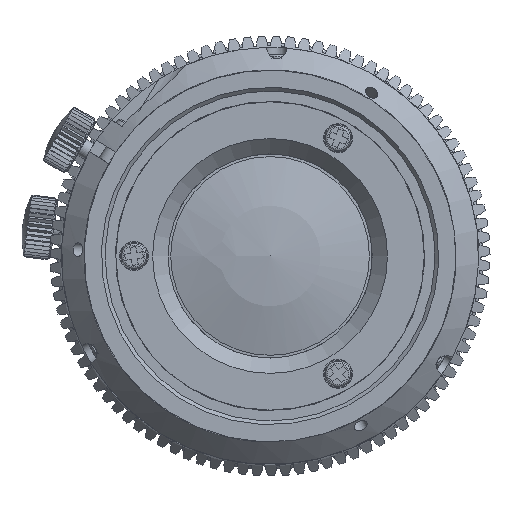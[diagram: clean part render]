
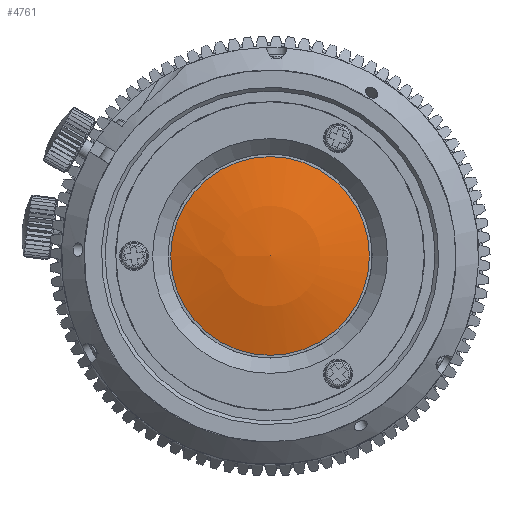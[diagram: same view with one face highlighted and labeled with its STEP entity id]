
A CAD part, left-side view. The second image highlights one B-rep face of the part: STEP entity #4761.
In plain terms, the highlighted spherical face has radius 36.323 mm.
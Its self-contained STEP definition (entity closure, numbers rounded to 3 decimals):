
#127=SPHERICAL_SURFACE('',#26431,36.323);
#131=VERTEX_LOOP('',#18696);
#4761=ADVANCED_FACE('',(#6809,#6810),#127,.T.);
#6247=CIRCLE('',#26349,10.954);
#6809=FACE_BOUND('',#131,.T.);
#6810=FACE_BOUND('',#8354,.T.);
#8354=EDGE_LOOP('',(#15502));
#15502=ORIENTED_EDGE('',*,*,#22254,.F.);
#18602=VERTEX_POINT('',#46432);
#18696=VERTEX_POINT('',#46715);
#22254=EDGE_CURVE('',#18602,#18602,#6247,.T.);
#26349=AXIS2_PLACEMENT_3D('',#46431,#30788,#30789);
#26431=AXIS2_PLACEMENT_3D('',#46716,#31060,#31061);
#30788=DIRECTION('',(1.,0.,0.));
#30789=DIRECTION('',(0.,0.,-1.));
#31060=DIRECTION('',(1.,0.,0.));
#31061=DIRECTION('',(0.,1.,0.));
#46431=CARTESIAN_POINT('',(-186.018,0.,0.));
#46432=CARTESIAN_POINT('',(-186.018,0.,-10.954));
#46715=CARTESIAN_POINT('',(-187.709,0.,0.));
#46716=CARTESIAN_POINT('',(-151.386,0.,0.));
